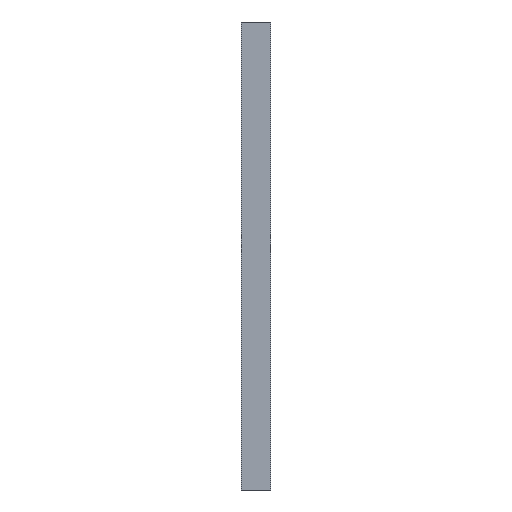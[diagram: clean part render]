
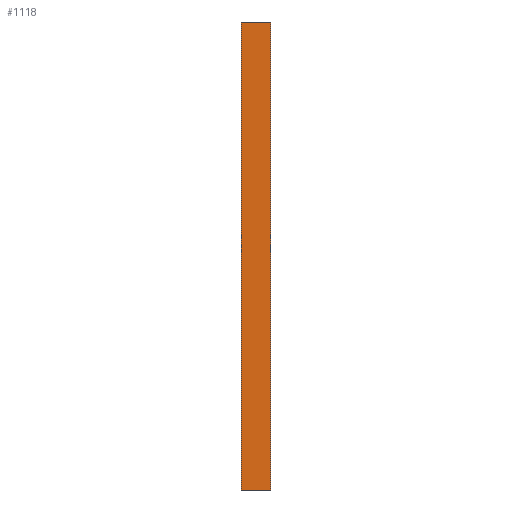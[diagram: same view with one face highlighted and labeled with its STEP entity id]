
A CAD part, left-side view. The second image highlights one B-rep face of the part: STEP entity #1118.
In plain terms, the highlighted planar face has unit normal (-1, 0, 0).
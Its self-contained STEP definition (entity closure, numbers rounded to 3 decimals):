
#264 = EDGE_LOOP ( 'NONE', ( #4492, #2822, #3200, #3145 ) ) ;
#278 = DIRECTION ( 'NONE',  ( 0., -1., 0. ) ) ;
#326 = VERTEX_POINT ( 'NONE', #1680 ) ;
#784 = CARTESIAN_POINT ( 'NONE',  ( -85., 0., -69. ) ) ;
#857 = VECTOR ( 'NONE', #278, 1000. ) ;
#883 = VERTEX_POINT ( 'NONE', #5465 ) ;
#1118 = ADVANCED_FACE ( 'NONE', ( #3455 ), #2566, .F. ) ;
#1120 = AXIS2_PLACEMENT_3D ( 'NONE', #2730, #7195, #2708 ) ;
#1172 = CARTESIAN_POINT ( 'NONE',  ( -85., 8.6, -69. ) ) ;
#1323 = CARTESIAN_POINT ( 'NONE',  ( -85., 7., 69. ) ) ;
#1631 = EDGE_CURVE ( 'NONE', #2529, #326, #4660, .T. ) ;
#1680 = CARTESIAN_POINT ( 'NONE',  ( -85., 0., 69. ) ) ;
#1826 = DIRECTION ( 'NONE',  ( 0., -1., 0. ) ) ;
#1913 = LINE ( 'NONE', #5785, #5114 ) ;
#2365 = DIRECTION ( 'NONE',  ( 0., 0., 1. ) ) ;
#2529 = VERTEX_POINT ( 'NONE', #784 ) ;
#2566 = PLANE ( 'NONE',  #1120 ) ;
#2708 = DIRECTION ( 'NONE',  ( 0., 0., -1. ) ) ;
#2730 = CARTESIAN_POINT ( 'NONE',  ( -85., 7., -69. ) ) ;
#2757 = EDGE_CURVE ( 'NONE', #883, #2529, #1913, .T. ) ;
#2766 = VECTOR ( 'NONE', #4952, 1000. ) ;
#2822 = ORIENTED_EDGE ( 'NONE', *, *, #6594, .F. ) ;
#2880 = VERTEX_POINT ( 'NONE', #5116 ) ;
#3145 = ORIENTED_EDGE ( 'NONE', *, *, #2757, .T. ) ;
#3200 = ORIENTED_EDGE ( 'NONE', *, *, #4351, .F. ) ;
#3332 = LINE ( 'NONE', #1172, #5978 ) ;
#3455 = FACE_OUTER_BOUND ( 'NONE', #264, .T. ) ;
#4351 = EDGE_CURVE ( 'NONE', #883, #2880, #3332, .T. ) ;
#4492 = ORIENTED_EDGE ( 'NONE', *, *, #1631, .T. ) ;
#4660 = LINE ( 'NONE', #6645, #2766 ) ;
#4941 = LINE ( 'NONE', #1323, #857 ) ;
#4952 = DIRECTION ( 'NONE',  ( 0., 0., 1. ) ) ;
#5114 = VECTOR ( 'NONE', #1826, 1000. ) ;
#5116 = CARTESIAN_POINT ( 'NONE',  ( -85., 8.6, 69. ) ) ;
#5465 = CARTESIAN_POINT ( 'NONE',  ( -85., 8.6, -69. ) ) ;
#5785 = CARTESIAN_POINT ( 'NONE',  ( -85., 7., -69. ) ) ;
#5978 = VECTOR ( 'NONE', #2365, 1000. ) ;
#6594 = EDGE_CURVE ( 'NONE', #2880, #326, #4941, .T. ) ;
#6645 = CARTESIAN_POINT ( 'NONE',  ( -85., 0., -69. ) ) ;
#7195 = DIRECTION ( 'NONE',  ( 1., 0., 0. ) ) ;
